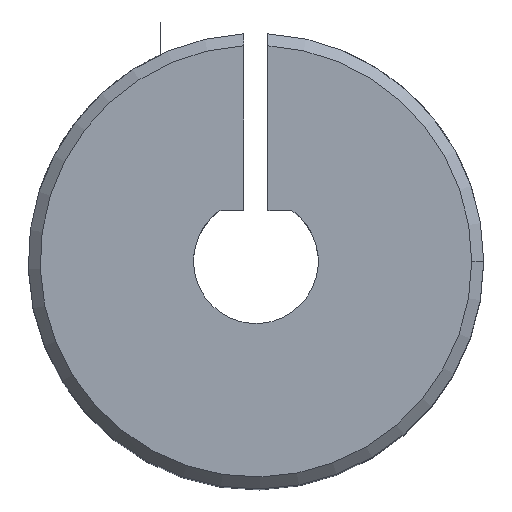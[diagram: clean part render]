
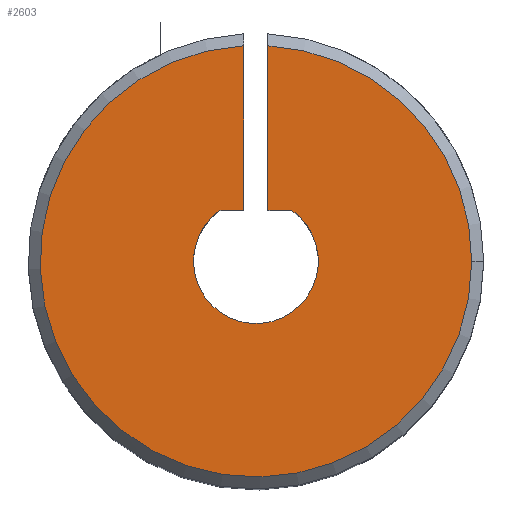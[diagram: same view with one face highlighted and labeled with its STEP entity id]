
A CAD part, top view. The second image highlights one B-rep face of the part: STEP entity #2603.
In plain terms, the highlighted planar face has unit normal (0, 0, 1).
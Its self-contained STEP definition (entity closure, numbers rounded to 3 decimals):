
#102 = CONICAL_SURFACE('',#103,9.5,0.785);
#103 = AXIS2_PLACEMENT_3D('',#104,#105,#106);
#104 = CARTESIAN_POINT('',(0.,0.,24.5));
#105 = DIRECTION('',(-0.,-0.,-1.));
#106 = DIRECTION('',(1.,0.,0.));
#127 = PLANE('',#128);
#128 = AXIS2_PLACEMENT_3D('',#129,#130,#131);
#129 = CARTESIAN_POINT('',(-0.5,0.,0.));
#130 = DIRECTION('',(1.,0.,0.));
#131 = DIRECTION('',(0.,0.,1.));
#1002 = VERTEX_POINT('',#1003);
#1003 = CARTESIAN_POINT('',(-0.5,2.124,25.));
#1016 = PLANE('',#1017);
#1017 = AXIS2_PLACEMENT_3D('',#1018,#1019,#1020);
#1018 = CARTESIAN_POINT('',(-1.5,2.124,0.));
#1019 = DIRECTION('',(0.,1.,0.));
#1020 = DIRECTION('',(1.,0.,0.));
#1103 = VERTEX_POINT('',#1104);
#1104 = CARTESIAN_POINT('',(-0.5,8.986,25.));
#1129 = EDGE_CURVE('',#1002,#1103,#1130,.T.);
#1130 = SURFACE_CURVE('',#1131,(#1135,#1142),.PCURVE_S1.);
#1131 = LINE('',#1132,#1133);
#1132 = CARTESIAN_POINT('',(-0.5,0.,25.));
#1133 = VECTOR('',#1134,1.);
#1134 = DIRECTION('',(0.,1.,0.));
#1135 = PCURVE('',#127,#1136);
#1136 = DEFINITIONAL_REPRESENTATION('',(#1137),#1141);
#1137 = LINE('',#1138,#1139);
#1138 = CARTESIAN_POINT('',(25.,0.));
#1139 = VECTOR('',#1140,1.);
#1140 = DIRECTION('',(0.,-1.));
#1141 = ( GEOMETRIC_REPRESENTATION_CONTEXT(2) 
PARAMETRIC_REPRESENTATION_CONTEXT() REPRESENTATION_CONTEXT('2D SPACE',''
  ) );
#1142 = PCURVE('',#1143,#1148);
#1143 = PLANE('',#1144);
#1144 = AXIS2_PLACEMENT_3D('',#1145,#1146,#1147);
#1145 = CARTESIAN_POINT('',(0.,0.,25.));
#1146 = DIRECTION('',(0.,0.,1.));
#1147 = DIRECTION('',(1.,0.,0.));
#1148 = DEFINITIONAL_REPRESENTATION('',(#1149),#1153);
#1149 = LINE('',#1150,#1151);
#1150 = CARTESIAN_POINT('',(-0.5,0.));
#1151 = VECTOR('',#1152,1.);
#1152 = DIRECTION('',(0.,1.));
#1153 = ( GEOMETRIC_REPRESENTATION_CONTEXT(2) 
PARAMETRIC_REPRESENTATION_CONTEXT() REPRESENTATION_CONTEXT('2D SPACE',''
  ) );
#1230 = VERTEX_POINT('',#1231);
#1231 = CARTESIAN_POINT('',(9.,0.,25.));
#1244 = CONICAL_SURFACE('',#1245,9.5,0.785);
#1245 = AXIS2_PLACEMENT_3D('',#1246,#1247,#1248);
#1246 = CARTESIAN_POINT('',(0.,0.,24.5));
#1247 = DIRECTION('',(-0.,-0.,-1.));
#1248 = DIRECTION('',(1.,0.,0.));
#1255 = EDGE_CURVE('',#1103,#1230,#1256,.T.);
#1256 = SURFACE_CURVE('',#1257,(#1262,#1269),.PCURVE_S1.);
#1257 = CIRCLE('',#1258,9.);
#1258 = AXIS2_PLACEMENT_3D('',#1259,#1260,#1261);
#1259 = CARTESIAN_POINT('',(0.,0.,25.));
#1260 = DIRECTION('',(0.,0.,1.));
#1261 = DIRECTION('',(1.,0.,0.));
#1262 = PCURVE('',#102,#1263);
#1263 = DEFINITIONAL_REPRESENTATION('',(#1264),#1268);
#1264 = LINE('',#1265,#1266);
#1265 = CARTESIAN_POINT('',(-0.,-0.5));
#1266 = VECTOR('',#1267,1.);
#1267 = DIRECTION('',(-1.,-0.));
#1268 = ( GEOMETRIC_REPRESENTATION_CONTEXT(2) 
PARAMETRIC_REPRESENTATION_CONTEXT() REPRESENTATION_CONTEXT('2D SPACE',''
  ) );
#1269 = PCURVE('',#1143,#1270);
#1270 = DEFINITIONAL_REPRESENTATION('',(#1271),#1275);
#1271 = CIRCLE('',#1272,9.);
#1272 = AXIS2_PLACEMENT_2D('',#1273,#1274);
#1273 = CARTESIAN_POINT('',(0.,0.));
#1274 = DIRECTION('',(1.,0.));
#1275 = ( GEOMETRIC_REPRESENTATION_CONTEXT(2) 
PARAMETRIC_REPRESENTATION_CONTEXT() REPRESENTATION_CONTEXT('2D SPACE',''
  ) );
#1321 = PLANE('',#1322);
#1322 = AXIS2_PLACEMENT_3D('',#1323,#1324,#1325);
#1323 = CARTESIAN_POINT('',(0.5,0.,0.));
#1324 = DIRECTION('',(1.,0.,0.));
#1325 = DIRECTION('',(0.,0.,1.));
#2555 = VERTEX_POINT('',#2556);
#2556 = CARTESIAN_POINT('',(-1.5,2.124,25.));
#2570 = CYLINDRICAL_SURFACE('',#2571,2.6);
#2571 = AXIS2_PLACEMENT_3D('',#2572,#2573,#2574);
#2572 = CARTESIAN_POINT('',(0.,0.,0.));
#2573 = DIRECTION('',(-0.,-0.,-1.));
#2574 = DIRECTION('',(1.,0.,0.));
#2582 = EDGE_CURVE('',#2555,#1002,#2583,.T.);
#2583 = SURFACE_CURVE('',#2584,(#2588,#2595),.PCURVE_S1.);
#2584 = LINE('',#2585,#2586);
#2585 = CARTESIAN_POINT('',(-1.5,2.124,25.));
#2586 = VECTOR('',#2587,1.);
#2587 = DIRECTION('',(1.,0.,0.));
#2588 = PCURVE('',#1016,#2589);
#2589 = DEFINITIONAL_REPRESENTATION('',(#2590),#2594);
#2590 = LINE('',#2591,#2592);
#2591 = CARTESIAN_POINT('',(0.,-25.));
#2592 = VECTOR('',#2593,1.);
#2593 = DIRECTION('',(1.,0.));
#2594 = ( GEOMETRIC_REPRESENTATION_CONTEXT(2) 
PARAMETRIC_REPRESENTATION_CONTEXT() REPRESENTATION_CONTEXT('2D SPACE',''
  ) );
#2595 = PCURVE('',#1143,#2596);
#2596 = DEFINITIONAL_REPRESENTATION('',(#2597),#2601);
#2597 = LINE('',#2598,#2599);
#2598 = CARTESIAN_POINT('',(-1.5,2.124));
#2599 = VECTOR('',#2600,1.);
#2600 = DIRECTION('',(1.,0.));
#2601 = ( GEOMETRIC_REPRESENTATION_CONTEXT(2) 
PARAMETRIC_REPRESENTATION_CONTEXT() REPRESENTATION_CONTEXT('2D SPACE',''
  ) );
#2603 = ADVANCED_FACE('',(#2604),#1143,.T.);
#2604 = FACE_BOUND('',#2605,.T.);
#2605 = EDGE_LOOP('',(#2606,#2607,#2631,#2654,#2682,#2704,#2705));
#2606 = ORIENTED_EDGE('',*,*,#1255,.T.);
#2607 = ORIENTED_EDGE('',*,*,#2608,.T.);
#2608 = EDGE_CURVE('',#1230,#2609,#2611,.T.);
#2609 = VERTEX_POINT('',#2610);
#2610 = CARTESIAN_POINT('',(0.5,8.986,25.));
#2611 = SURFACE_CURVE('',#2612,(#2617,#2624),.PCURVE_S1.);
#2612 = CIRCLE('',#2613,9.);
#2613 = AXIS2_PLACEMENT_3D('',#2614,#2615,#2616);
#2614 = CARTESIAN_POINT('',(0.,0.,25.));
#2615 = DIRECTION('',(0.,0.,1.));
#2616 = DIRECTION('',(1.,0.,0.));
#2617 = PCURVE('',#1143,#2618);
#2618 = DEFINITIONAL_REPRESENTATION('',(#2619),#2623);
#2619 = CIRCLE('',#2620,9.);
#2620 = AXIS2_PLACEMENT_2D('',#2621,#2622);
#2621 = CARTESIAN_POINT('',(0.,0.));
#2622 = DIRECTION('',(1.,0.));
#2623 = ( GEOMETRIC_REPRESENTATION_CONTEXT(2) 
PARAMETRIC_REPRESENTATION_CONTEXT() REPRESENTATION_CONTEXT('2D SPACE',''
  ) );
#2624 = PCURVE('',#1244,#2625);
#2625 = DEFINITIONAL_REPRESENTATION('',(#2626),#2630);
#2626 = LINE('',#2627,#2628);
#2627 = CARTESIAN_POINT('',(-0.,-0.5));
#2628 = VECTOR('',#2629,1.);
#2629 = DIRECTION('',(-1.,-0.));
#2630 = ( GEOMETRIC_REPRESENTATION_CONTEXT(2) 
PARAMETRIC_REPRESENTATION_CONTEXT() REPRESENTATION_CONTEXT('2D SPACE',''
  ) );
#2631 = ORIENTED_EDGE('',*,*,#2632,.F.);
#2632 = EDGE_CURVE('',#2633,#2609,#2635,.T.);
#2633 = VERTEX_POINT('',#2634);
#2634 = CARTESIAN_POINT('',(0.5,2.124,25.));
#2635 = SURFACE_CURVE('',#2636,(#2640,#2647),.PCURVE_S1.);
#2636 = LINE('',#2637,#2638);
#2637 = CARTESIAN_POINT('',(0.5,0.,25.));
#2638 = VECTOR('',#2639,1.);
#2639 = DIRECTION('',(0.,1.,0.));
#2640 = PCURVE('',#1143,#2641);
#2641 = DEFINITIONAL_REPRESENTATION('',(#2642),#2646);
#2642 = LINE('',#2643,#2644);
#2643 = CARTESIAN_POINT('',(0.5,0.));
#2644 = VECTOR('',#2645,1.);
#2645 = DIRECTION('',(0.,1.));
#2646 = ( GEOMETRIC_REPRESENTATION_CONTEXT(2) 
PARAMETRIC_REPRESENTATION_CONTEXT() REPRESENTATION_CONTEXT('2D SPACE',''
  ) );
#2647 = PCURVE('',#1321,#2648);
#2648 = DEFINITIONAL_REPRESENTATION('',(#2649),#2653);
#2649 = LINE('',#2650,#2651);
#2650 = CARTESIAN_POINT('',(25.,0.));
#2651 = VECTOR('',#2652,1.);
#2652 = DIRECTION('',(0.,-1.));
#2653 = ( GEOMETRIC_REPRESENTATION_CONTEXT(2) 
PARAMETRIC_REPRESENTATION_CONTEXT() REPRESENTATION_CONTEXT('2D SPACE',''
  ) );
#2654 = ORIENTED_EDGE('',*,*,#2655,.T.);
#2655 = EDGE_CURVE('',#2633,#2656,#2658,.T.);
#2656 = VERTEX_POINT('',#2657);
#2657 = CARTESIAN_POINT('',(1.5,2.124,25.));
#2658 = SURFACE_CURVE('',#2659,(#2663,#2670),.PCURVE_S1.);
#2659 = LINE('',#2660,#2661);
#2660 = CARTESIAN_POINT('',(-1.5,2.124,25.));
#2661 = VECTOR('',#2662,1.);
#2662 = DIRECTION('',(1.,0.,0.));
#2663 = PCURVE('',#1143,#2664);
#2664 = DEFINITIONAL_REPRESENTATION('',(#2665),#2669);
#2665 = LINE('',#2666,#2667);
#2666 = CARTESIAN_POINT('',(-1.5,2.124));
#2667 = VECTOR('',#2668,1.);
#2668 = DIRECTION('',(1.,0.));
#2669 = ( GEOMETRIC_REPRESENTATION_CONTEXT(2) 
PARAMETRIC_REPRESENTATION_CONTEXT() REPRESENTATION_CONTEXT('2D SPACE',''
  ) );
#2670 = PCURVE('',#2671,#2676);
#2671 = PLANE('',#2672);
#2672 = AXIS2_PLACEMENT_3D('',#2673,#2674,#2675);
#2673 = CARTESIAN_POINT('',(-1.5,2.124,0.));
#2674 = DIRECTION('',(0.,1.,0.));
#2675 = DIRECTION('',(1.,0.,0.));
#2676 = DEFINITIONAL_REPRESENTATION('',(#2677),#2681);
#2677 = LINE('',#2678,#2679);
#2678 = CARTESIAN_POINT('',(0.,-25.));
#2679 = VECTOR('',#2680,1.);
#2680 = DIRECTION('',(1.,0.));
#2681 = ( GEOMETRIC_REPRESENTATION_CONTEXT(2) 
PARAMETRIC_REPRESENTATION_CONTEXT() REPRESENTATION_CONTEXT('2D SPACE',''
  ) );
#2682 = ORIENTED_EDGE('',*,*,#2683,.F.);
#2683 = EDGE_CURVE('',#2555,#2656,#2684,.T.);
#2684 = SURFACE_CURVE('',#2685,(#2690,#2697),.PCURVE_S1.);
#2685 = CIRCLE('',#2686,2.6);
#2686 = AXIS2_PLACEMENT_3D('',#2687,#2688,#2689);
#2687 = CARTESIAN_POINT('',(0.,0.,25.));
#2688 = DIRECTION('',(0.,0.,1.));
#2689 = DIRECTION('',(1.,0.,0.));
#2690 = PCURVE('',#1143,#2691);
#2691 = DEFINITIONAL_REPRESENTATION('',(#2692),#2696);
#2692 = CIRCLE('',#2693,2.6);
#2693 = AXIS2_PLACEMENT_2D('',#2694,#2695);
#2694 = CARTESIAN_POINT('',(0.,0.));
#2695 = DIRECTION('',(1.,0.));
#2696 = ( GEOMETRIC_REPRESENTATION_CONTEXT(2) 
PARAMETRIC_REPRESENTATION_CONTEXT() REPRESENTATION_CONTEXT('2D SPACE',''
  ) );
#2697 = PCURVE('',#2570,#2698);
#2698 = DEFINITIONAL_REPRESENTATION('',(#2699),#2703);
#2699 = LINE('',#2700,#2701);
#2700 = CARTESIAN_POINT('',(-0.,-25.));
#2701 = VECTOR('',#2702,1.);
#2702 = DIRECTION('',(-1.,0.));
#2703 = ( GEOMETRIC_REPRESENTATION_CONTEXT(2) 
PARAMETRIC_REPRESENTATION_CONTEXT() REPRESENTATION_CONTEXT('2D SPACE',''
  ) );
#2704 = ORIENTED_EDGE('',*,*,#2582,.T.);
#2705 = ORIENTED_EDGE('',*,*,#1129,.T.);
